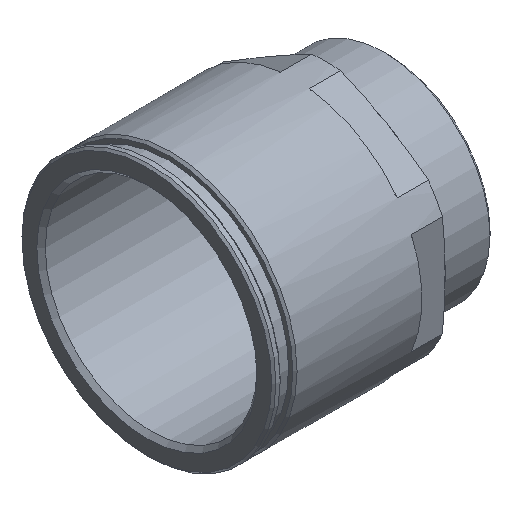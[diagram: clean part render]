
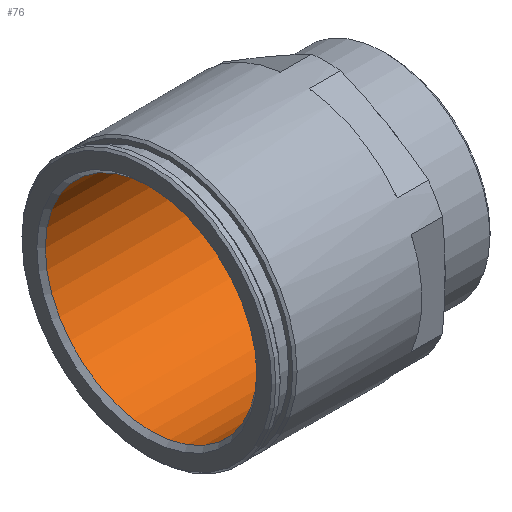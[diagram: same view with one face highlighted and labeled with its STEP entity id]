
A CAD part, isometric view. The second image highlights one B-rep face of the part: STEP entity #76.
In plain terms, the highlighted cylindrical face has radius 25 mm (diameter 50 mm), a full revolution.
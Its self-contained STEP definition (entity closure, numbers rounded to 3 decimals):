
#76 = ADVANCED_FACE( '', ( #177, #178 ), #179, .F. );
#177 = FACE_OUTER_BOUND( '', #310, .T. );
#178 = FACE_OUTER_BOUND( '', #311, .T. );
#179 = CYLINDRICAL_SURFACE( '', #312, 25. );
#310 = EDGE_LOOP( '', ( #484 ) );
#311 = EDGE_LOOP( '', ( #485 ) );
#312 = AXIS2_PLACEMENT_3D( '', #486, #487, #488 );
#484 = ORIENTED_EDGE( '', *, *, #729, .T. );
#485 = ORIENTED_EDGE( '', *, *, #683, .F. );
#486 = CARTESIAN_POINT( '', ( 57., 0., 0. ) );
#487 = DIRECTION( '', ( -1., 0., 0. ) );
#488 = DIRECTION( '', ( 0., 0., -1. ) );
#683 = EDGE_CURVE( '', #784, #784, #785, .T. );
#729 = EDGE_CURVE( '', #864, #864, #865, .T. );
#784 = VERTEX_POINT( '', #932 );
#785 = CIRCLE( '', #933, 25. );
#864 = VERTEX_POINT( '', #1046 );
#865 = CIRCLE( '', #1047, 25. );
#932 = CARTESIAN_POINT( '', ( 1., 0., -25. ) );
#933 = AXIS2_PLACEMENT_3D( '', #1157, #1158, #1159 );
#1046 = CARTESIAN_POINT( '', ( 39.75, 0., -25. ) );
#1047 = AXIS2_PLACEMENT_3D( '', #1231, #1232, #1233 );
#1157 = CARTESIAN_POINT( '', ( 1., 0., 0. ) );
#1158 = DIRECTION( '', ( 1., 0., 0. ) );
#1159 = DIRECTION( '', ( 0., 0., -1. ) );
#1231 = CARTESIAN_POINT( '', ( 39.75, 0., 0. ) );
#1232 = DIRECTION( '', ( 1., 0., 0. ) );
#1233 = DIRECTION( '', ( 0., 0., -1. ) );
